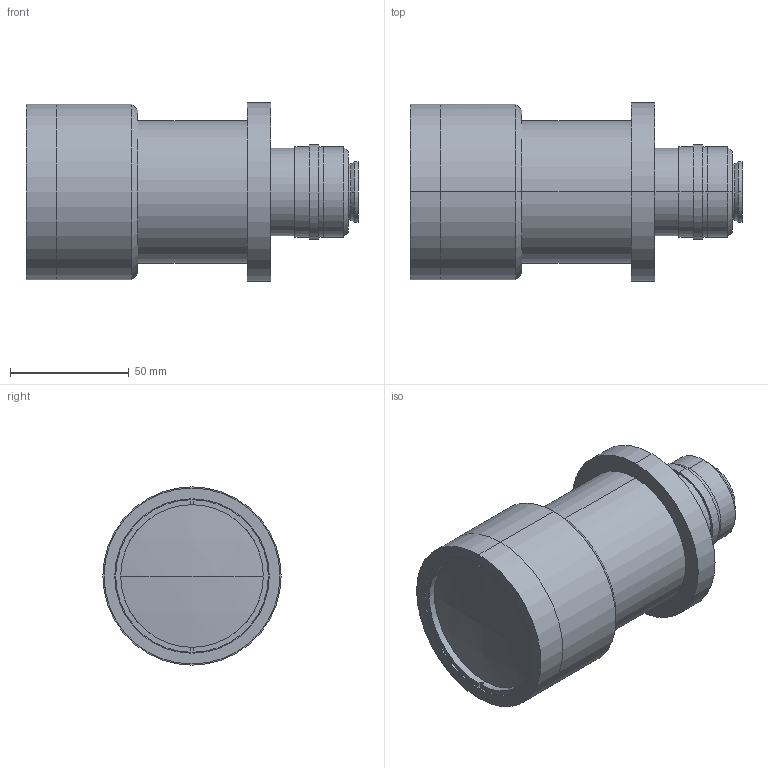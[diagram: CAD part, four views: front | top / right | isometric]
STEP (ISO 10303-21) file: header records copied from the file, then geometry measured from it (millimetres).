
FILE_DESCRIPTION (( 'STEP AP203' ), '1' );
FILE_NAME ('S5LPJ2298_01.STEP', '2014-05-19T08:33:30', ( 'poweredge' ), ( 'Hewlett-Packard Company' ), 'SwSTEP 2.0', 'SolidWorks 2014', '' );
FILE_SCHEMA (( 'CONFIG_CONTROL_DESIGN' ));
Length unit declared in the file: millimetre
Products named in the file (1): S5LPJ2298_01
Bounding box: 139.7 x 75 x 75 mm (x, y, z)
Surface area: 43168.3 mm2 (no closed solid volume)
Topology: 0 solids, 13 shells, 97 faces, 248 edges, 168 vertices
Faces by surface type: plane 45, cylinder 36, cone 8, sphere 4, torus 4
Entity records: 3111 total; most frequent: CARTESIAN_POINT 602, DIRECTION 570, ORIENTED_EDGE 424, EDGE_CURVE 248, AXIS2_PLACEMENT_3D 232, VERTEX_POINT 168, CIRCLE 134, EDGE_LOOP 113
